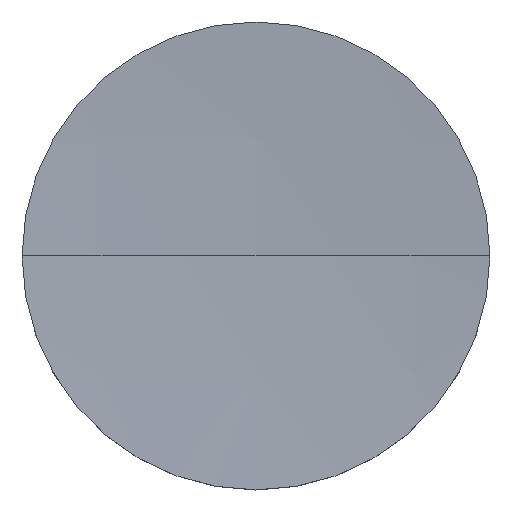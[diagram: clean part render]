
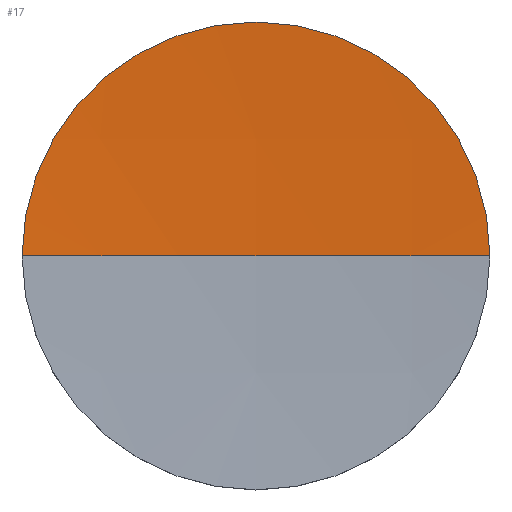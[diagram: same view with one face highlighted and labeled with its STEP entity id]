
A CAD part, top view. The second image highlights one B-rep face of the part: STEP entity #17.
In plain terms, the highlighted spherical face has radius 800 mm.
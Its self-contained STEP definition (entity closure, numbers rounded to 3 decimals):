
#2 = EDGE_LOOP ( 'NONE', ( #111, #189, #114 ) ) ;
#3 = CIRCLE ( 'NONE', #100, 50.8 ) ;
#9 = AXIS2_PLACEMENT_3D ( 'NONE', #66, #116, #27 ) ;
#13 = CIRCLE ( 'NONE', #9, 800. ) ;
#16 = VERTEX_POINT ( 'NONE', #24 ) ;
#17 = ADVANCED_FACE ( 'NONE', ( #39 ), #180, .F. ) ;
#22 = DIRECTION ( 'NONE',  ( 0., -1., 0. ) ) ;
#24 = CARTESIAN_POINT ( 'NONE',  ( -50.8, 0., 15. ) ) ;
#27 = DIRECTION ( 'NONE',  ( 0., 0., 1. ) ) ;
#38 = DIRECTION ( 'NONE',  ( 1., 0., 0. ) ) ;
#39 = FACE_OUTER_BOUND ( 'NONE', #2, .T. ) ;
#54 = DIRECTION ( 'NONE',  ( 0., -1., 0. ) ) ;
#62 = AXIS2_PLACEMENT_3D ( 'NONE', #195, #22, #38 ) ;
#66 = CARTESIAN_POINT ( 'NONE',  ( 0., 0., 813.385 ) ) ;
#70 = CARTESIAN_POINT ( 'NONE',  ( 0., 0., 15. ) ) ;
#73 = EDGE_CURVE ( 'NONE', #113, #92, #13, .T. ) ;
#82 = CARTESIAN_POINT ( 'NONE',  ( 50.8, 0., 15. ) ) ;
#84 = CARTESIAN_POINT ( 'NONE',  ( 0., 0., 13.385 ) ) ;
#92 = VERTEX_POINT ( 'NONE', #84 ) ;
#96 = AXIS2_PLACEMENT_3D ( 'NONE', #101, #54, #136 ) ;
#100 = AXIS2_PLACEMENT_3D ( 'NONE', #70, #119, #181 ) ;
#101 = CARTESIAN_POINT ( 'NONE',  ( 0., 0., 813.385 ) ) ;
#111 = ORIENTED_EDGE ( 'NONE', *, *, #170, .F. ) ;
#113 = VERTEX_POINT ( 'NONE', #82 ) ;
#114 = ORIENTED_EDGE ( 'NONE', *, *, #73, .F. ) ;
#116 = DIRECTION ( 'NONE',  ( 0., 1., 0. ) ) ;
#119 = DIRECTION ( 'NONE',  ( 0., 0., -1. ) ) ;
#136 = DIRECTION ( 'NONE',  ( 1., 0., 0. ) ) ;
#155 = EDGE_CURVE ( 'NONE', #16, #92, #187, .T. ) ;
#170 = EDGE_CURVE ( 'NONE', #16, #113, #3, .T. ) ;
#180 = SPHERICAL_SURFACE ( 'NONE', #62, 800. ) ;
#181 = DIRECTION ( 'NONE',  ( 1., 0., 0. ) ) ;
#187 = CIRCLE ( 'NONE', #96, 800. ) ;
#189 = ORIENTED_EDGE ( 'NONE', *, *, #155, .T. ) ;
#195 = CARTESIAN_POINT ( 'NONE',  ( 0., 0., 813.385 ) ) ;
